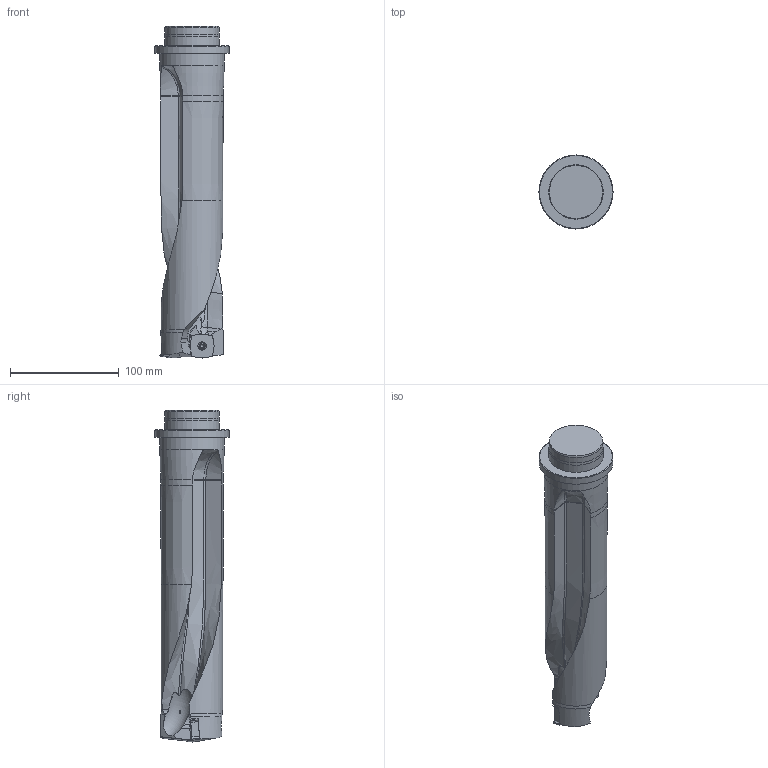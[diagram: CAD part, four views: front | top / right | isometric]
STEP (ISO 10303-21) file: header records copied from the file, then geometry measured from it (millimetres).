
FILE_DESCRIPTION(/* description */ (''),/* implementation_level */ '2;1');
FILE_NAME(/* name */ 'toolassembly_1.stp',/* time_stamp */ '2021-01-22T10:34:03+01:00',/* author */ (''),/* organization */ ('SMS'),/* preprocessor_version */ 'ST-DEVELOPER v16.7',/* originating_system */ 'SIEMENS PLM Software NX 12.0',/* authorisation */ '');
FILE_SCHEMA (('AUTOMOTIVE_DESIGN { 1 0 10303 214 3 1 1 1 }'));
Length unit declared in the file: millimetre
Products named in the file (5): CUT_20210122103304; CUT_20210122103302; NOCUT_20210122103101; ASSEMBLY_CONSTRUCTION; TOOLASSEMBLY_1
Assembly tree (4 placements, depth 2):
  TOOLASSEMBLY_1
    ASSEMBLY_CONSTRUCTION
    NOCUT_20210122103101
    CUT_20210122103302
    CUT_20210122103304
Bounding box: 68 x 68 x 304.98 mm (x, y, z)
Volume: 493370.3 mm3; surface area: 73770.3 mm2
Topology: 3 solids, 3 shells, 275 faces, 727 edges, 474 vertices
Faces by surface type: plane 113, cylinder 55, cone 41, extrusion 32, bspline 19, torus 12, revolution 3
Full cylindrical faces by diameter (mm): 3.5 x2, 4 x1, 4.7 x2, 5.7 x2, 49.695 x1, 49.995 x1, 59 x1, 68 x1
Entity records: 11952 total; most frequent: CARTESIAN_POINT 5255, ORIENTED_EDGE 1382, DIRECTION 1262, EDGE_CURVE 691, AXIS2_PLACEMENT_3D 484, VERTEX_POINT 458, EDGE_LOOP 313, VECTOR 291
